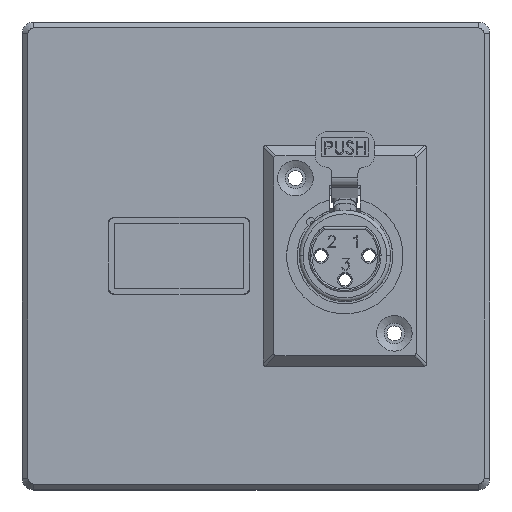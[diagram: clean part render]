
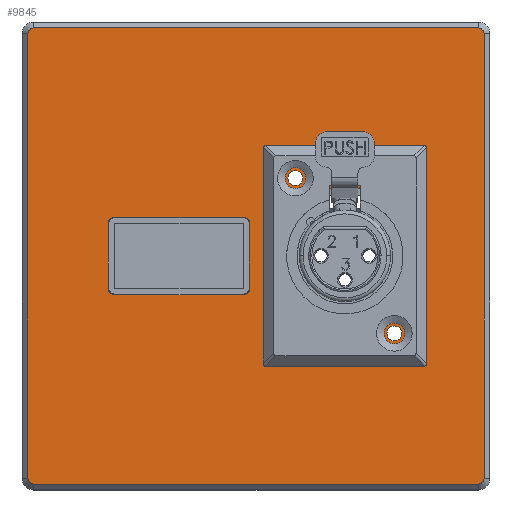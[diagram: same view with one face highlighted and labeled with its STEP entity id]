
A CAD part, top view. The second image highlights one B-rep face of the part: STEP entity #9845.
In plain terms, the highlighted planar face has unit normal (0, 0, 1).
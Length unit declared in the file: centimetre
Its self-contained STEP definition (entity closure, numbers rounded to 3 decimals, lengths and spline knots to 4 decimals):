
#603=PLANE('',#10658);
#1562=LINE('',#21454,#2389);
#1653=LINE('',#21755,#2480);
#1656=LINE('',#21763,#2483);
#1660=LINE('',#21775,#2487);
#1664=LINE('',#21785,#2491);
#1667=LINE('',#21795,#2494);
#1668=LINE('',#21799,#2495);
#1669=LINE('',#21803,#2496);
#1670=LINE('',#21806,#2497);
#2389=VECTOR('',#12704,1.);
#2480=VECTOR('',#13015,1.);
#2483=VECTOR('',#13024,1.);
#2487=VECTOR('',#13036,1.);
#2491=VECTOR('',#13048,1.);
#2494=VECTOR('',#13059,1.);
#2495=VECTOR('',#13062,1.);
#2496=VECTOR('',#13065,1.);
#2497=VECTOR('',#13068,1.);
#2760=FACE_BOUND('',#3931,.T.);
#2761=FACE_BOUND('',#3932,.T.);
#2762=FACE_BOUND('',#3933,.T.);
#2763=FACE_BOUND('',#3934,.T.);
#3283=FACE_OUTER_BOUND('',#3930,.T.);
#3930=EDGE_LOOP('',(#9204,#9205,#9206,#9207,#9208,#9209,#9210,#9211));
#3931=EDGE_LOOP('',(#9212));
#3932=EDGE_LOOP('',(#9213));
#3933=EDGE_LOOP('',(#9214,#9215,#9216));
#3934=EDGE_LOOP('',(#9217,#9218,#9219,#9220,#9221,#9222,#9223,#9224));
#4196=CIRCLE('',#10523,0.1265);
#4198=CIRCLE('',#10526,0.1265);
#4201=CIRCLE('',#10530,0.34);
#4203=CIRCLE('',#10533,1.175);
#4262=CIRCLE('',#10643,0.11);
#4263=CIRCLE('',#10646,0.11);
#4265=CIRCLE('',#10650,0.11);
#4267=CIRCLE('',#10654,0.11);
#4268=CIRCLE('',#10659,0.1);
#4269=CIRCLE('',#10660,0.1);
#4270=CIRCLE('',#10661,0.1);
#4271=CIRCLE('',#10662,0.1);
#5052=VERTEX_POINT('',#21420);
#5054=VERTEX_POINT('',#21425);
#5058=VERTEX_POINT('',#21433);
#5059=VERTEX_POINT('',#21435);
#5062=VERTEX_POINT('',#21443);
#5163=VERTEX_POINT('',#21748);
#5164=VERTEX_POINT('',#21750);
#5165=VERTEX_POINT('',#21754);
#5166=VERTEX_POINT('',#21758);
#5167=VERTEX_POINT('',#21762);
#5169=VERTEX_POINT('',#21768);
#5171=VERTEX_POINT('',#21774);
#5173=VERTEX_POINT('',#21780);
#5174=VERTEX_POINT('',#21791);
#5175=VERTEX_POINT('',#21792);
#5176=VERTEX_POINT('',#21794);
#5177=VERTEX_POINT('',#21796);
#5178=VERTEX_POINT('',#21798);
#5179=VERTEX_POINT('',#21800);
#5180=VERTEX_POINT('',#21802);
#5181=VERTEX_POINT('',#21804);
#6343=EDGE_CURVE('',#5052,#5052,#4196,.T.);
#6345=EDGE_CURVE('',#5054,#5054,#4198,.T.);
#6349=EDGE_CURVE('',#5059,#5058,#4201,.T.);
#6353=EDGE_CURVE('',#5062,#5059,#4203,.T.);
#6359=EDGE_CURVE('',#5058,#5062,#1562,.T.);
#6508=EDGE_CURVE('',#5164,#5163,#4262,.T.);
#6509=EDGE_CURVE('',#5163,#5165,#1653,.T.);
#6512=EDGE_CURVE('',#5165,#5166,#4263,.T.);
#6513=EDGE_CURVE('',#5166,#5167,#1656,.T.);
#6518=EDGE_CURVE('',#5167,#5169,#4265,.T.);
#6519=EDGE_CURVE('',#5169,#5171,#1660,.T.);
#6524=EDGE_CURVE('',#5171,#5173,#4267,.T.);
#6525=EDGE_CURVE('',#5173,#5164,#1664,.T.);
#6528=EDGE_CURVE('',#5174,#5175,#4268,.T.);
#6529=EDGE_CURVE('',#5176,#5174,#1667,.T.);
#6530=EDGE_CURVE('',#5177,#5176,#4269,.T.);
#6531=EDGE_CURVE('',#5178,#5177,#1668,.T.);
#6532=EDGE_CURVE('',#5179,#5178,#4270,.T.);
#6533=EDGE_CURVE('',#5180,#5179,#1669,.T.);
#6534=EDGE_CURVE('',#5181,#5180,#4271,.T.);
#6535=EDGE_CURVE('',#5175,#5181,#1670,.T.);
#9204=ORIENTED_EDGE('',*,*,#6528,.F.);
#9205=ORIENTED_EDGE('',*,*,#6529,.F.);
#9206=ORIENTED_EDGE('',*,*,#6530,.F.);
#9207=ORIENTED_EDGE('',*,*,#6531,.F.);
#9208=ORIENTED_EDGE('',*,*,#6532,.F.);
#9209=ORIENTED_EDGE('',*,*,#6533,.F.);
#9210=ORIENTED_EDGE('',*,*,#6534,.F.);
#9211=ORIENTED_EDGE('',*,*,#6535,.F.);
#9212=ORIENTED_EDGE('',*,*,#6343,.T.);
#9213=ORIENTED_EDGE('',*,*,#6345,.T.);
#9214=ORIENTED_EDGE('',*,*,#6353,.T.);
#9215=ORIENTED_EDGE('',*,*,#6349,.T.);
#9216=ORIENTED_EDGE('',*,*,#6359,.T.);
#9217=ORIENTED_EDGE('',*,*,#6508,.F.);
#9218=ORIENTED_EDGE('',*,*,#6525,.F.);
#9219=ORIENTED_EDGE('',*,*,#6524,.F.);
#9220=ORIENTED_EDGE('',*,*,#6519,.F.);
#9221=ORIENTED_EDGE('',*,*,#6518,.F.);
#9222=ORIENTED_EDGE('',*,*,#6513,.F.);
#9223=ORIENTED_EDGE('',*,*,#6512,.F.);
#9224=ORIENTED_EDGE('',*,*,#6509,.F.);
#9845=ADVANCED_FACE('',(#3283,#2760,#2761,#2762,#2763),#603,.T.);
#10523=AXIS2_PLACEMENT_3D('',#21421,#12672,#12673);
#10526=AXIS2_PLACEMENT_3D('',#21426,#12678,#12679);
#10530=AXIS2_PLACEMENT_3D('',#21436,#12687,#12688);
#10533=AXIS2_PLACEMENT_3D('',#21444,#12695,#12696);
#10643=AXIS2_PLACEMENT_3D('',#21752,#13011,#13012);
#10646=AXIS2_PLACEMENT_3D('',#21760,#13020,#13021);
#10650=AXIS2_PLACEMENT_3D('',#21772,#13032,#13033);
#10654=AXIS2_PLACEMENT_3D('',#21783,#13044,#13045);
#10658=AXIS2_PLACEMENT_3D('',#21790,#13055,#13056);
#10659=AXIS2_PLACEMENT_3D('',#21793,#13057,#13058);
#10660=AXIS2_PLACEMENT_3D('',#21797,#13060,#13061);
#10661=AXIS2_PLACEMENT_3D('',#21801,#13063,#13064);
#10662=AXIS2_PLACEMENT_3D('',#21805,#13066,#13067);
#12672=DIRECTION('center_axis',(0.,0.,-1.));
#12673=DIRECTION('ref_axis',(-1.,0.,0.));
#12678=DIRECTION('center_axis',(0.,0.,-1.));
#12679=DIRECTION('ref_axis',(-1.,0.,0.));
#12687=DIRECTION('center_axis',(0.,0.,1.));
#12688=DIRECTION('ref_axis',(1.,0.,0.));
#12695=DIRECTION('center_axis',(0.,0.,-1.));
#12696=DIRECTION('ref_axis',(1.,0.,0.));
#12704=DIRECTION('',(0.,1.,0.));
#13011=DIRECTION('center_axis',(0.,0.,1.));
#13012=DIRECTION('ref_axis',(-0.707,-0.707,0.));
#13015=DIRECTION('',(1.,0.,0.));
#13020=DIRECTION('center_axis',(0.,0.,1.));
#13021=DIRECTION('ref_axis',(0.707,-0.707,0.));
#13024=DIRECTION('',(0.,1.,0.));
#13032=DIRECTION('center_axis',(0.,0.,1.));
#13033=DIRECTION('ref_axis',(0.707,0.707,0.));
#13036=DIRECTION('',(-1.,0.,0.));
#13044=DIRECTION('center_axis',(0.,0.,1.));
#13045=DIRECTION('ref_axis',(-0.707,0.707,0.));
#13048=DIRECTION('',(0.,-1.,0.));
#13055=DIRECTION('center_axis',(0.,0.,1.));
#13056=DIRECTION('ref_axis',(1.,0.,0.));
#13057=DIRECTION('center_axis',(0.,0.,-1.));
#13058=DIRECTION('ref_axis',(-0.707,0.707,0.));
#13059=DIRECTION('',(0.,1.,0.));
#13060=DIRECTION('center_axis',(0.,0.,-1.));
#13061=DIRECTION('ref_axis',(-0.707,-0.707,0.));
#13062=DIRECTION('',(-1.,0.,0.));
#13063=DIRECTION('center_axis',(0.,0.,-1.));
#13064=DIRECTION('ref_axis',(0.707,-0.707,0.));
#13065=DIRECTION('',(0.,-1.,0.));
#13066=DIRECTION('center_axis',(0.,0.,-1.));
#13067=DIRECTION('ref_axis',(0.707,0.707,0.));
#13068=DIRECTION('',(1.,0.,0.));
#21420=CARTESIAN_POINT('',(2.4626,-1.307,0.6));
#21421=CARTESIAN_POINT('Origin',(2.3362,-1.307,0.6));
#21425=CARTESIAN_POINT('',(0.7926,1.313,0.6));
#21426=CARTESIAN_POINT('Origin',(0.6662,1.313,0.6));
#21433=CARTESIAN_POINT('',(0.425,0.3402,0.6));
#21435=CARTESIAN_POINT('',(0.3306,0.1051,0.6));
#21436=CARTESIAN_POINT('Origin',(0.085,0.3402,0.6));
#21443=CARTESIAN_POINT('',(0.425,0.4747,0.6));
#21444=CARTESIAN_POINT('Origin',(1.5012,0.003,0.6));
#21454=CARTESIAN_POINT('',(0.425,0.2373,0.6));
#21748=CARTESIAN_POINT('',(-2.3872,-0.6532,0.6));
#21750=CARTESIAN_POINT('',(-2.4972,-0.5432,0.6));
#21752=CARTESIAN_POINT('Origin',(-2.3872,-0.5432,0.6));
#21754=CARTESIAN_POINT('',(-0.2128,-0.6532,0.6));
#21755=CARTESIAN_POINT('',(-1.2436,-0.6532,0.6));
#21758=CARTESIAN_POINT('',(-0.1028,-0.5432,0.6));
#21760=CARTESIAN_POINT('Origin',(-0.2128,-0.5432,0.6));
#21762=CARTESIAN_POINT('',(-0.1028,0.5432,0.6));
#21763=CARTESIAN_POINT('',(-0.1028,-0.3216,0.6));
#21768=CARTESIAN_POINT('',(-0.2128,0.6532,0.6));
#21772=CARTESIAN_POINT('Origin',(-0.2128,0.5432,0.6));
#21774=CARTESIAN_POINT('',(-2.3872,0.6532,0.6));
#21775=CARTESIAN_POINT('',(-0.0564,0.6532,0.6));
#21780=CARTESIAN_POINT('',(-2.4972,0.5432,0.6));
#21783=CARTESIAN_POINT('Origin',(-2.3872,0.5432,0.6));
#21785=CARTESIAN_POINT('',(-2.4972,0.3216,0.6));
#21790=CARTESIAN_POINT('Origin',(0.,0.,0.6));
#21791=CARTESIAN_POINT('',(-3.85,3.75,0.6));
#21792=CARTESIAN_POINT('',(-3.75,3.85,0.6));
#21793=CARTESIAN_POINT('Origin',(-3.75,3.75,0.6));
#21794=CARTESIAN_POINT('',(-3.85,-3.75,0.6));
#21795=CARTESIAN_POINT('',(-3.85,1.975,0.6));
#21796=CARTESIAN_POINT('',(-3.75,-3.85,0.6));
#21797=CARTESIAN_POINT('Origin',(-3.75,-3.75,0.6));
#21798=CARTESIAN_POINT('',(3.75,-3.85,0.6));
#21799=CARTESIAN_POINT('',(-1.975,-3.85,0.6));
#21800=CARTESIAN_POINT('',(3.85,-3.75,0.6));
#21801=CARTESIAN_POINT('Origin',(3.75,-3.75,0.6));
#21802=CARTESIAN_POINT('',(3.85,3.75,0.6));
#21803=CARTESIAN_POINT('',(3.85,-1.975,0.6));
#21804=CARTESIAN_POINT('',(3.75,3.85,0.6));
#21805=CARTESIAN_POINT('Origin',(3.75,3.75,0.6));
#21806=CARTESIAN_POINT('',(1.975,3.85,0.6));
